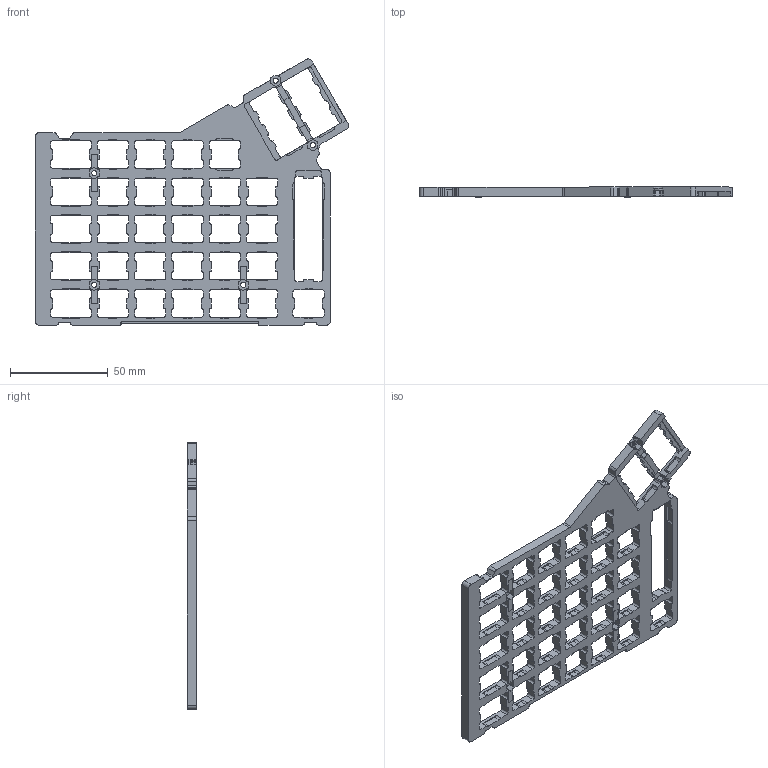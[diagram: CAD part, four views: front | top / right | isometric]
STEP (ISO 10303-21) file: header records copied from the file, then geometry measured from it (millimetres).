
FILE_DESCRIPTION (( 'STEP AP214' ), '1' );
FILE_NAME ('Sol-R2-Plate.STEP', '2019-06-14T05:31:15', ( '' ), ( '' ), 'SwSTEP 2.0', 'SolidWorks 2019', '' );
FILE_SCHEMA (( 'AUTOMOTIVE_DESIGN' ));
Length unit declared in the file: millimetre
Products named in the file (1): Sol-R2-Plate
Bounding box: 160.18 x 5 x 136.22 mm (x, y, z)
Volume: 35331.1 mm3; surface area: 29222 mm2
Topology: 1 solids, 1 shells, 1082 faces, 3258 edges, 2172 vertices
Faces by surface type: cylinder 565, plane 517
Entity records: 37124 total; most frequent: DIRECTION 6560, ORIENTED_EDGE 6516, CARTESIAN_POINT 6513, EDGE_CURVE 3258, AXIS2_PLACEMENT_3D 2219, VERTEX_POINT 2172, VECTOR 2122, LINE 2122
